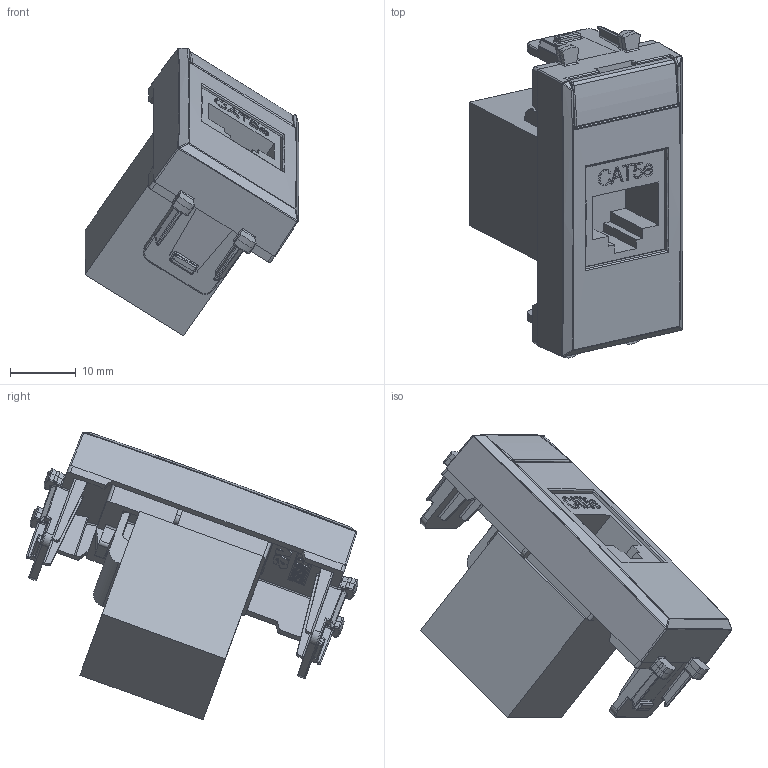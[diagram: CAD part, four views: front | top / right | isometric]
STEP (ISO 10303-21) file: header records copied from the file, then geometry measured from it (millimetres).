
FILE_DESCRIPTION(('CATIA V5 STEP Exchange'),'2;1');
FILE_NAME('445027C5E.stp','2024-02-23T13:23:01+00:00',('none'),('none'),'CATIA Version 5-6 Release 2016 SP6','CATIA V5 STEP AP203','none');
FILE_SCHEMA(('CONFIG_CONTROL_DESIGN'));
Products named in the file (1): 445027C5E
Assembly tree (3 placements, depth 2):
  445027C5E
    #57
    #1231
    #7650
Bounding box: 32.63 x 50.64 x 43.92 mm (x, y, z)
Volume: 12503 mm3; surface area: 9831.3 mm2
Topology: 3 solids, 3 shells, 1515 faces, 4117 edges, 2575 vertices
Faces by surface type: plane 988, cylinder 311, bspline 97, sphere 50, extrusion 28, cone 24, torus 17
Entity records: 55045 total; most frequent: CARTESIAN_POINT 19633, ORIENTED_EDGE 8118, DIRECTION 5859, EDGE_CURVE 4059, VECTOR 3091, LINE 3063, VERTEX_POINT 2575, EDGE_LOOP 1562
